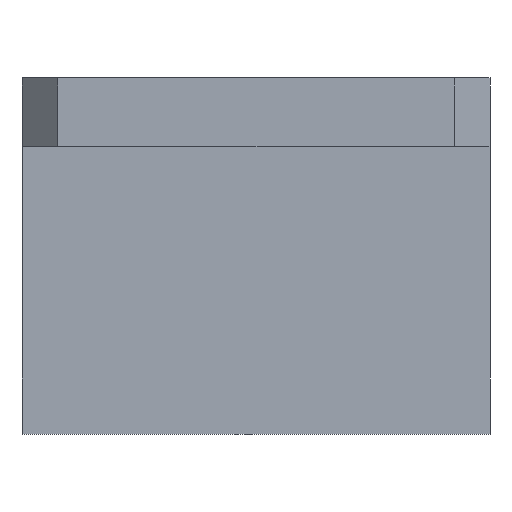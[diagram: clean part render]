
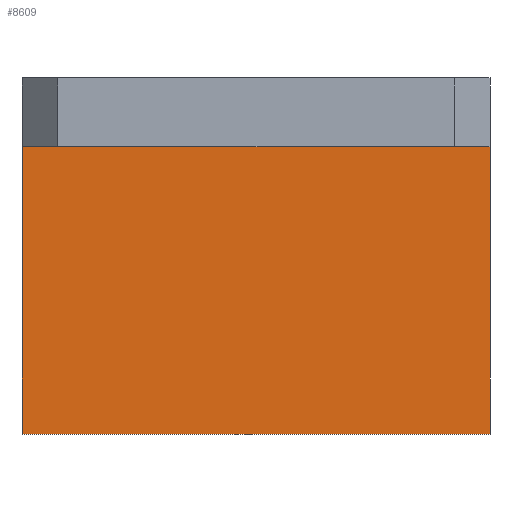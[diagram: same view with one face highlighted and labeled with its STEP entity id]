
A CAD part, front view. The second image highlights one B-rep face of the part: STEP entity #8609.
In plain terms, the highlighted planar face has unit normal (0, -1, 0).
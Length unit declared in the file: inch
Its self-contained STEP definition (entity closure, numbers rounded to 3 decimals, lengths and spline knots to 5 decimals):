
#327 = ORIENTED_EDGE ( 'NONE', *, *, #2261, .F. ) ;
#616 = LINE ( 'NONE', #4131, #3558 ) ;
#807 = DIRECTION ( 'NONE',  ( 0., 1., 0. ) ) ;
#920 = DIRECTION ( 'NONE',  ( 0., 0., -1. ) ) ;
#1135 = EDGE_CURVE ( 'NONE', #2568, #8838, #616, .T. ) ;
#1311 = CARTESIAN_POINT ( 'NONE',  ( -0.657, -0.33, -1. ) ) ;
#1663 = DIRECTION ( 'NONE',  ( 0., 0., -1. ) ) ;
#1666 = LINE ( 'NONE', #5066, #9426 ) ;
#1891 = PLANE ( 'NONE',  #7818 ) ;
#2261 = EDGE_CURVE ( 'NONE', #2568, #5982, #1666, .T. ) ;
#2299 = DIRECTION ( 'NONE',  ( 1., 0., 0. ) ) ;
#2568 = VERTEX_POINT ( 'NONE', #3932 ) ;
#2576 = ORIENTED_EDGE ( 'NONE', *, *, #1135, .T. ) ;
#2704 = CARTESIAN_POINT ( 'NONE',  ( 1.85517, -0.33, 0. ) ) ;
#3314 = CARTESIAN_POINT ( 'NONE',  ( 0.657, -0.33, 0. ) ) ;
#3558 = VECTOR ( 'NONE', #1663, 39.37008 ) ;
#3655 = EDGE_CURVE ( 'NONE', #10604, #8838, #5065, .T. ) ;
#3932 = CARTESIAN_POINT ( 'NONE',  ( -0.657, -0.33, -0.193 ) ) ;
#4035 = CARTESIAN_POINT ( 'NONE',  ( 0.657, -0.33, -0.193 ) ) ;
#4131 = CARTESIAN_POINT ( 'NONE',  ( -0.657, -0.33, 0. ) ) ;
#4293 = EDGE_CURVE ( 'NONE', #5982, #10604, #10347, .T. ) ;
#4660 = ORIENTED_EDGE ( 'NONE', *, *, #3655, .F. ) ;
#5065 = LINE ( 'NONE', #6625, #11208 ) ;
#5066 = CARTESIAN_POINT ( 'NONE',  ( -0.657, -0.33, -0.193 ) ) ;
#5168 = DIRECTION ( 'NONE',  ( 0., 0., -1. ) ) ;
#5982 = VERTEX_POINT ( 'NONE', #4035 ) ;
#6322 = EDGE_LOOP ( 'NONE', ( #8630, #327, #2576, #4660 ) ) ;
#6625 = CARTESIAN_POINT ( 'NONE',  ( 1.85517, -0.33, -1. ) ) ;
#7818 = AXIS2_PLACEMENT_3D ( 'NONE', #2704, #807, #920 ) ;
#8232 = CARTESIAN_POINT ( 'NONE',  ( 0.657, -0.33, -1. ) ) ;
#8582 = DIRECTION ( 'NONE',  ( -1., 0., 0. ) ) ;
#8609 = ADVANCED_FACE ( 'NONE', ( #8701 ), #1891, .F. ) ;
#8630 = ORIENTED_EDGE ( 'NONE', *, *, #4293, .F. ) ;
#8701 = FACE_OUTER_BOUND ( 'NONE', #6322, .T. ) ;
#8838 = VERTEX_POINT ( 'NONE', #1311 ) ;
#8895 = VECTOR ( 'NONE', #5168, 39.37008 ) ;
#9426 = VECTOR ( 'NONE', #2299, 39.37008 ) ;
#10347 = LINE ( 'NONE', #3314, #8895 ) ;
#10604 = VERTEX_POINT ( 'NONE', #8232 ) ;
#11208 = VECTOR ( 'NONE', #8582, 39.37008 ) ;
